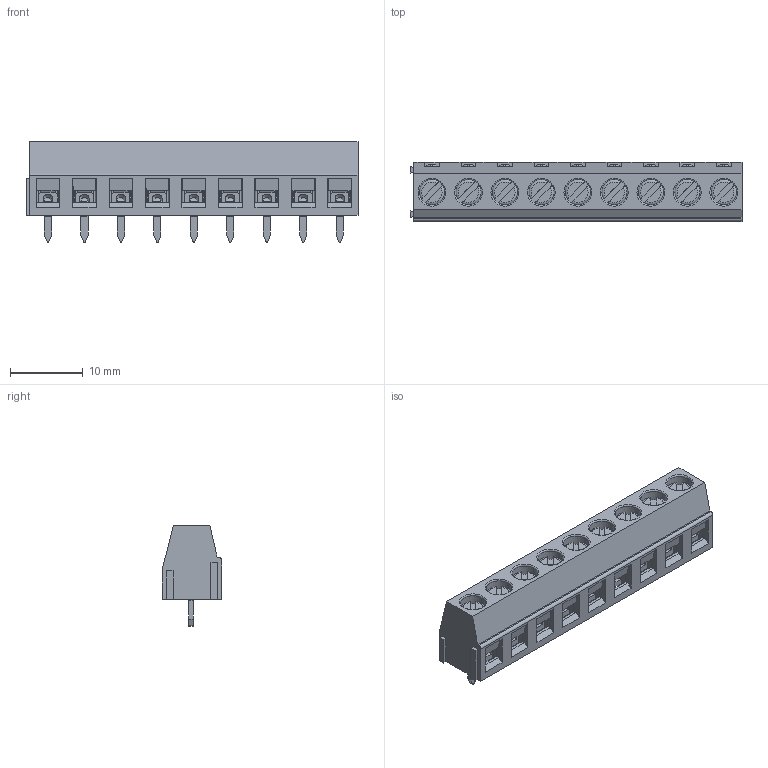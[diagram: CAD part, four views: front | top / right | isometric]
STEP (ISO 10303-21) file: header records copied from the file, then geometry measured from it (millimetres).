
FILE_DESCRIPTION(('STEP AP214'), '1');
FILE_NAME('DG127', '2019-09-29T18:21:00', ('AF'), (''), 'UNSPECIFIED', 'UNSPECIFIED', '');
FILE_SCHEMA(('AUTOMOTIVE_DESIGN { 1 0 10303 214 3 1 1}'));
Length unit declared in the file: millimetre
Assembly tree (27 placements, depth 2):
  (unnamed)
    (unnamed)  x9
    (unnamed)  x9
    (unnamed)  x9
Bounding box: 45.5 x 8.1 x 13.8 mm (x, y, z)
Volume: 2260.2 mm3; surface area: 5721.5 mm2
Topology: 28 solids, 28 shells, 1034 faces, 2583 edges, 1614 vertices
Faces by surface type: plane 835, cylinder 118, cone 54, torus 27
Full cylindrical faces by diameter (mm): 1.8 x9, 2 x9, 2.5 x9, 2.7 x9, 3.6 x9, 3.8 x9
Entity records: 16631 total; most frequent: CARTESIAN_POINT 2275, ORIENTED_EDGE 2154, DIRECTION 2034, EDGE_CURVE 1077, LINE 990, VECTOR 990, VERTEX_POINT 709, AXIS2_PLACEMENT_3D 522
